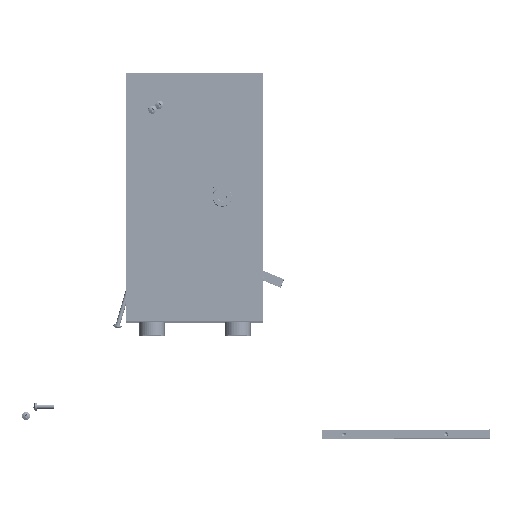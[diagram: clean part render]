
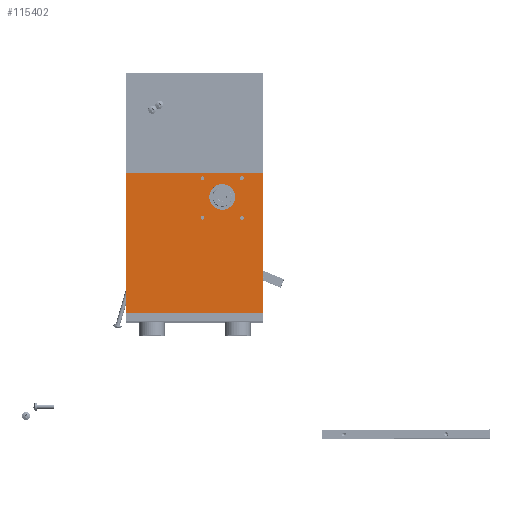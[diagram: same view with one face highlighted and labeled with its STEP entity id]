
A CAD part, top view. The second image highlights one B-rep face of the part: STEP entity #115402.
In plain terms, the highlighted free-form (B-spline) face has degree [1, 1] with [2, 2] control points.
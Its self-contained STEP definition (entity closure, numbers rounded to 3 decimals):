
#114836 = VERTEX_POINT('',#114837);
#114837 = CARTESIAN_POINT('',(14.321,122.146,
    365.2));
#114855 = EDGE_CURVE('',#114836,#114836,#114856,.T.);
#114856 = ( BOUNDED_CURVE() B_SPLINE_CURVE(2,(#114857,#114858,#114859,
    #114860,#114861,#114862,#114863),.UNSPECIFIED.,.T.,.F.) 
B_SPLINE_CURVE_WITH_KNOTS((3,2,2,3),(3.142,5.236,
7.33,9.425),.PIECEWISE_BEZIER_KNOTS.) CURVE() 
GEOMETRIC_REPRESENTATION_ITEM() RATIONAL_B_SPLINE_CURVE((1.,0.5,1.,0.5,
1.,0.5,1.)) REPRESENTATION_ITEM('') );
#114857 = CARTESIAN_POINT('',(14.321,122.146,
    365.2));
#114858 = CARTESIAN_POINT('',(14.321,144.032,
    365.2));
#114859 = CARTESIAN_POINT('',(33.274,133.089,
    365.2));
#114860 = CARTESIAN_POINT('',(52.228,122.146,
    365.2));
#114861 = CARTESIAN_POINT('',(33.274,111.203,
    365.2));
#114862 = CARTESIAN_POINT('',(14.321,100.26,
    365.2));
#114863 = CARTESIAN_POINT('',(14.321,122.146,
    365.2));
#115054 = VERTEX_POINT('',#115055);
#115055 = CARTESIAN_POINT('',(44.424,101.675,
    365.2));
#115073 = EDGE_CURVE('',#115054,#115054,#115074,.T.);
#115074 = ( BOUNDED_CURVE() B_SPLINE_CURVE(2,(#115075,#115076,#115077,
    #115078,#115079,#115080,#115081),.UNSPECIFIED.,.T.,.F.) 
B_SPLINE_CURVE_WITH_KNOTS((3,2,2,3),(3.142,5.236,
7.33,9.425),.PIECEWISE_BEZIER_KNOTS.) CURVE() 
GEOMETRIC_REPRESENTATION_ITEM() RATIONAL_B_SPLINE_CURVE((1.,0.5,1.,0.5,
1.,0.5,1.)) REPRESENTATION_ITEM('') );
#115075 = CARTESIAN_POINT('',(44.424,101.675,
    365.2));
#115076 = CARTESIAN_POINT('',(44.424,98.371,
    365.2));
#115077 = CARTESIAN_POINT('',(47.285,100.023,
    365.2));
#115078 = CARTESIAN_POINT('',(50.146,101.675,
    365.2));
#115079 = CARTESIAN_POINT('',(47.285,103.327,
    365.2));
#115080 = CARTESIAN_POINT('',(44.424,104.979,
    365.2));
#115081 = CARTESIAN_POINT('',(44.424,101.675,
    365.2));
#115106 = VERTEX_POINT('',#115107);
#115107 = CARTESIAN_POINT('',(5.674,140.425,
    365.2));
#115125 = EDGE_CURVE('',#115106,#115106,#115126,.T.);
#115126 = ( BOUNDED_CURVE() B_SPLINE_CURVE(2,(#115127,#115128,#115129,
    #115130,#115131,#115132,#115133),.UNSPECIFIED.,.T.,.F.) 
B_SPLINE_CURVE_WITH_KNOTS((3,2,2,3),(3.142,5.236,
7.33,9.425),.PIECEWISE_BEZIER_KNOTS.) CURVE() 
GEOMETRIC_REPRESENTATION_ITEM() RATIONAL_B_SPLINE_CURVE((1.,0.5,1.,0.5,
1.,0.5,1.)) REPRESENTATION_ITEM('') );
#115127 = CARTESIAN_POINT('',(5.674,140.425,
    365.2));
#115128 = CARTESIAN_POINT('',(5.674,137.121,
    365.2));
#115129 = CARTESIAN_POINT('',(8.535,138.773,
    365.2));
#115130 = CARTESIAN_POINT('',(11.396,140.425,
    365.2));
#115131 = CARTESIAN_POINT('',(8.535,142.077,
    365.2));
#115132 = CARTESIAN_POINT('',(5.674,143.729,
    365.2));
#115133 = CARTESIAN_POINT('',(5.674,140.425,
    365.2));
#115158 = VERTEX_POINT('',#115159);
#115159 = CARTESIAN_POINT('',(44.424,140.425,
    365.2));
#115177 = EDGE_CURVE('',#115158,#115158,#115178,.T.);
#115178 = ( BOUNDED_CURVE() B_SPLINE_CURVE(2,(#115179,#115180,#115181,
    #115182,#115183,#115184,#115185),.UNSPECIFIED.,.T.,.F.) 
B_SPLINE_CURVE_WITH_KNOTS((3,2,2,3),(3.142,5.236,
7.33,9.425),.PIECEWISE_BEZIER_KNOTS.) CURVE() 
GEOMETRIC_REPRESENTATION_ITEM() RATIONAL_B_SPLINE_CURVE((1.,0.5,1.,0.5,
1.,0.5,1.)) REPRESENTATION_ITEM('') );
#115179 = CARTESIAN_POINT('',(44.424,140.425,
    365.2));
#115180 = CARTESIAN_POINT('',(44.424,137.121,
    365.2));
#115181 = CARTESIAN_POINT('',(47.285,138.773,
    365.2));
#115182 = CARTESIAN_POINT('',(50.146,140.425,
    365.2));
#115183 = CARTESIAN_POINT('',(47.285,142.077,
    365.2));
#115184 = CARTESIAN_POINT('',(44.424,143.729,
    365.2));
#115185 = CARTESIAN_POINT('',(44.424,140.425,
    365.2));
#115210 = VERTEX_POINT('',#115211);
#115211 = CARTESIAN_POINT('',(5.674,101.675,
    365.2));
#115229 = EDGE_CURVE('',#115210,#115210,#115230,.T.);
#115230 = ( BOUNDED_CURVE() B_SPLINE_CURVE(2,(#115231,#115232,#115233,
    #115234,#115235,#115236,#115237),.UNSPECIFIED.,.T.,.F.) 
B_SPLINE_CURVE_WITH_KNOTS((3,2,2,3),(3.142,5.236,
7.33,9.425),.PIECEWISE_BEZIER_KNOTS.) CURVE() 
GEOMETRIC_REPRESENTATION_ITEM() RATIONAL_B_SPLINE_CURVE((1.,0.5,1.,0.5,
1.,0.5,1.)) REPRESENTATION_ITEM('') );
#115231 = CARTESIAN_POINT('',(5.674,101.675,
    365.2));
#115232 = CARTESIAN_POINT('',(5.674,98.371,
    365.2));
#115233 = CARTESIAN_POINT('',(8.535,100.023,
    365.2));
#115234 = CARTESIAN_POINT('',(11.396,101.675,
    365.2));
#115235 = CARTESIAN_POINT('',(8.535,103.327,
    365.2));
#115236 = CARTESIAN_POINT('',(5.674,104.979,
    365.2));
#115237 = CARTESIAN_POINT('',(5.674,101.675,
    365.2));
#115261 = EDGE_CURVE('',#115262,#115264,#115266,.T.);
#115262 = VERTEX_POINT('',#115263);
#115263 = CARTESIAN_POINT('',(67.391,145.733,
    365.2));
#115264 = VERTEX_POINT('',#115265);
#115265 = CARTESIAN_POINT('',(-67.391,145.733,
    365.2));
#115266 = B_SPLINE_CURVE_WITH_KNOTS('',1,(#115267,#115268),
  .UNSPECIFIED.,.F.,.F.,(2,2),(0.,160.),.PIECEWISE_BEZIER_KNOTS.);
#115267 = CARTESIAN_POINT('',(67.391,145.733,
    365.2));
#115268 = CARTESIAN_POINT('',(-67.391,145.733,
    365.2));
#115297 = EDGE_CURVE('',#115298,#115264,#115300,.T.);
#115298 = VERTEX_POINT('',#115299);
#115299 = CARTESIAN_POINT('',(-67.391,8.424,
    365.2));
#115300 = B_SPLINE_CURVE_WITH_KNOTS('',1,(#115301,#115302),
  .UNSPECIFIED.,.F.,.F.,(2,2),(0.,163.),.PIECEWISE_BEZIER_KNOTS.);
#115301 = CARTESIAN_POINT('',(-67.391,8.424,
    365.2));
#115302 = CARTESIAN_POINT('',(-67.391,145.733,
    365.2));
#115333 = VERTEX_POINT('',#115334);
#115334 = CARTESIAN_POINT('',(67.391,8.424,
    365.2));
#115339 = EDGE_CURVE('',#115333,#115298,#115340,.T.);
#115340 = B_SPLINE_CURVE_WITH_KNOTS('',1,(#115341,#115342),
  .UNSPECIFIED.,.F.,.F.,(2,2),(-0.,160.),.PIECEWISE_BEZIER_KNOTS.);
#115341 = CARTESIAN_POINT('',(67.391,8.424,
    365.2));
#115342 = CARTESIAN_POINT('',(-67.391,8.424,
    365.2));
#115359 = EDGE_CURVE('',#115262,#115333,#115360,.T.);
#115360 = B_SPLINE_CURVE_WITH_KNOTS('',1,(#115361,#115362),
  .UNSPECIFIED.,.F.,.F.,(2,2),(-153.,10.),.PIECEWISE_BEZIER_KNOTS.);
#115361 = CARTESIAN_POINT('',(67.391,145.733,
    365.2));
#115362 = CARTESIAN_POINT('',(67.391,8.424,
    365.2));
#115402 = ADVANCED_FACE('',(#115403,#115409,#115412,#115415,#115418,
    #115421),#115424,.F.);
#115403 = FACE_BOUND('',#115404,.T.);
#115404 = EDGE_LOOP('',(#115405,#115406,#115407,#115408));
#115405 = ORIENTED_EDGE('',*,*,#115359,.F.);
#115406 = ORIENTED_EDGE('',*,*,#115261,.T.);
#115407 = ORIENTED_EDGE('',*,*,#115297,.F.);
#115408 = ORIENTED_EDGE('',*,*,#115339,.F.);
#115409 = FACE_BOUND('',#115410,.T.);
#115410 = EDGE_LOOP('',(#115411));
#115411 = ORIENTED_EDGE('',*,*,#114855,.T.);
#115412 = FACE_BOUND('',#115413,.T.);
#115413 = EDGE_LOOP('',(#115414));
#115414 = ORIENTED_EDGE('',*,*,#115073,.F.);
#115415 = FACE_BOUND('',#115416,.T.);
#115416 = EDGE_LOOP('',(#115417));
#115417 = ORIENTED_EDGE('',*,*,#115125,.F.);
#115418 = FACE_BOUND('',#115419,.T.);
#115419 = EDGE_LOOP('',(#115420));
#115420 = ORIENTED_EDGE('',*,*,#115177,.F.);
#115421 = FACE_BOUND('',#115422,.T.);
#115422 = EDGE_LOOP('',(#115423));
#115423 = ORIENTED_EDGE('',*,*,#115229,.F.);
#115424 = B_SPLINE_SURFACE_WITH_KNOTS('',1,1,(
    (#115425,#115426)
    ,(#115427,#115428
    )),.UNSPECIFIED.,.F.,.F.,.F.,(2,2),(2,2),(-80.,80.),(
    -81.5,81.5),.PIECEWISE_BEZIER_KNOTS.);
#115425 = CARTESIAN_POINT('',(67.391,8.424,
    365.2));
#115426 = CARTESIAN_POINT('',(67.391,145.733,
    365.2));
#115427 = CARTESIAN_POINT('',(-67.391,8.424,
    365.2));
#115428 = CARTESIAN_POINT('',(-67.391,145.733,
    365.2));
